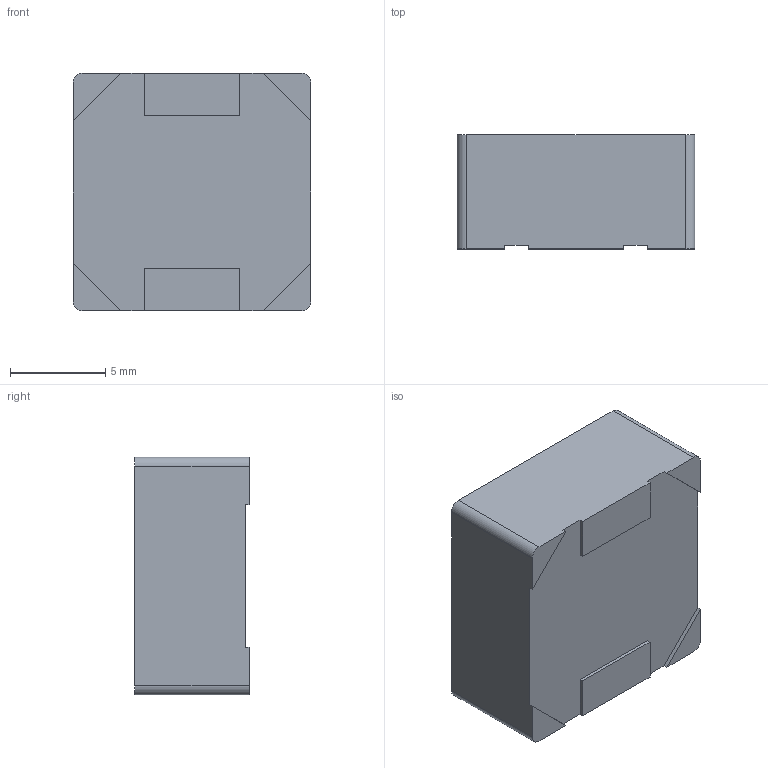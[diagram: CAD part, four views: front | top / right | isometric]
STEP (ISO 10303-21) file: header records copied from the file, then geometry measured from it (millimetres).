
FILE_DESCRIPTION (( 'STEP AP203' ), '1' );
FILE_NAME ('PA4304.STEP', '2021-06-21T02:12:52', ( '' ), ( '' ), 'SwSTEP 2.0', 'SolidWorks 2015', '' );
FILE_SCHEMA (( 'CONFIG_CONTROL_DESIGN' ));
Length unit declared in the file: millimetre
Products named in the file (1): PA4304
Bounding box: 12.5 x 6 x 12.5 mm (x, y, z)
Volume: 834.4 mm3; surface area: 999 mm2
Topology: 1 solids, 1 shells, 41 faces, 111 edges, 74 vertices
Faces by surface type: plane 24, cylinder 17
Entity records: 1376 total; most frequent: DIRECTION 229, CARTESIAN_POINT 227, ORIENTED_EDGE 222, EDGE_CURVE 111, LINE 77, VECTOR 77, AXIS2_PLACEMENT_3D 76, VERTEX_POINT 74
